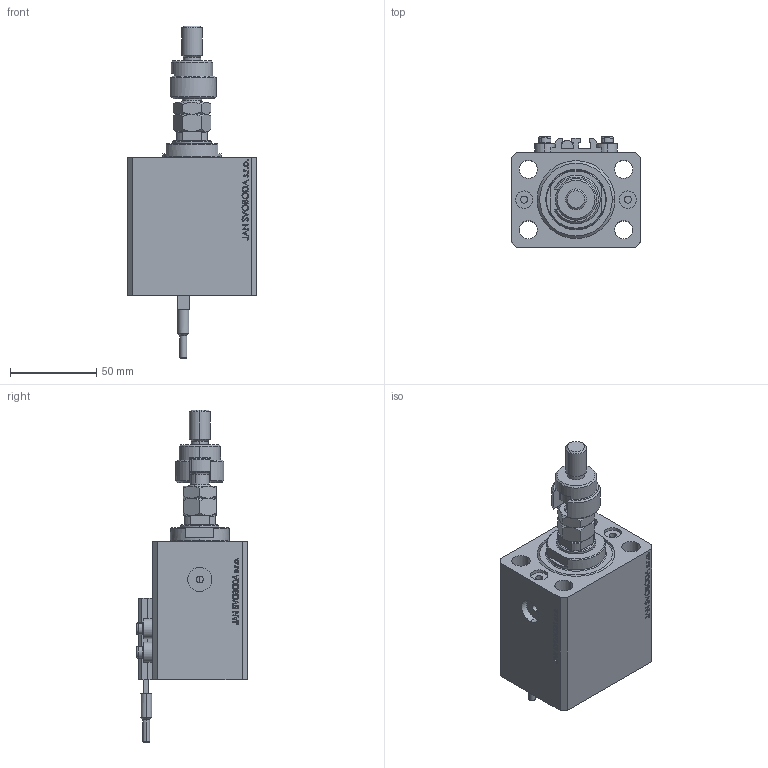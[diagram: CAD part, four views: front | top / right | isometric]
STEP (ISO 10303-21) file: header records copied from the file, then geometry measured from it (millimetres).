
FILE_DESCRIPTION (( 'STEP AP203' ), '1' );
FILE_NAME ('27fa.STEP', '2023-10-09T09:19:59', ( '' ), ( '' ), 'SwSTEP 2.0', 'SolidWorks 2019', '' );
FILE_SCHEMA (( 'CONFIG_CONTROL_DESIGN' ));
Length unit declared in the file: millimetre
Products named in the file (9): V250CE_VC_C ed20b1ff1c2ce6b2de73df2acc7b24d1; V250CE_C_Body ed20b1ff1c2ce6b2de73df2acc7b24d1; MFA ed20b1ff1c2ce6b2de73df2acc7b24d1; DFA ed20b1ff1c2ce6b2de73df2acc7b24d1; ALLEN BOLT V250CE ed20b1ff1c2ce6b2de73df2acc7b24d1; SWITCH_V250CE ed20b1ff1c2ce6b2de73df2acc7b24d1; 27fa; V250CE_C_VCP ed20b1ff1c2ce6b2de73df2acc7b24d1; FEMALE_PART_FOR_DFA ed20b1ff1c2ce6b2de73df2acc7b24d1
Assembly tree (11 placements, depth 3):
  27fa
    V250CE_C_Body ed20b1ff1c2ce6b2de73df2acc7b24d1
    ALLEN BOLT V250CE ed20b1ff1c2ce6b2de73df2acc7b24d1  x4
    V250CE_C_VCP ed20b1ff1c2ce6b2de73df2acc7b24d1
    V250CE_VC_C ed20b1ff1c2ce6b2de73df2acc7b24d1
    DFA ed20b1ff1c2ce6b2de73df2acc7b24d1
      FEMALE_PART_FOR_DFA ed20b1ff1c2ce6b2de73df2acc7b24d1
      MFA ed20b1ff1c2ce6b2de73df2acc7b24d1
    SWITCH_V250CE ed20b1ff1c2ce6b2de73df2acc7b24d1
Bounding box: 75 x 64 x 192 mm (x, y, z)
Volume: 324716.5 mm3; surface area: 79952.8 mm2
Topology: 11 solids, 11 shells, 1145 faces, 2836 edges, 1835 vertices
Faces by surface type: plane 548, bspline 374, cylinder 105, cone 98, torus 20
Entity records: 50828 total; most frequent: CARTESIAN_POINT 26700, ORIENTED_EDGE 5362, DIRECTION 3543, EDGE_CURVE 2681, VERTEX_POINT 1751, LINE 1575, VECTOR 1575, EDGE_LOOP 1196
